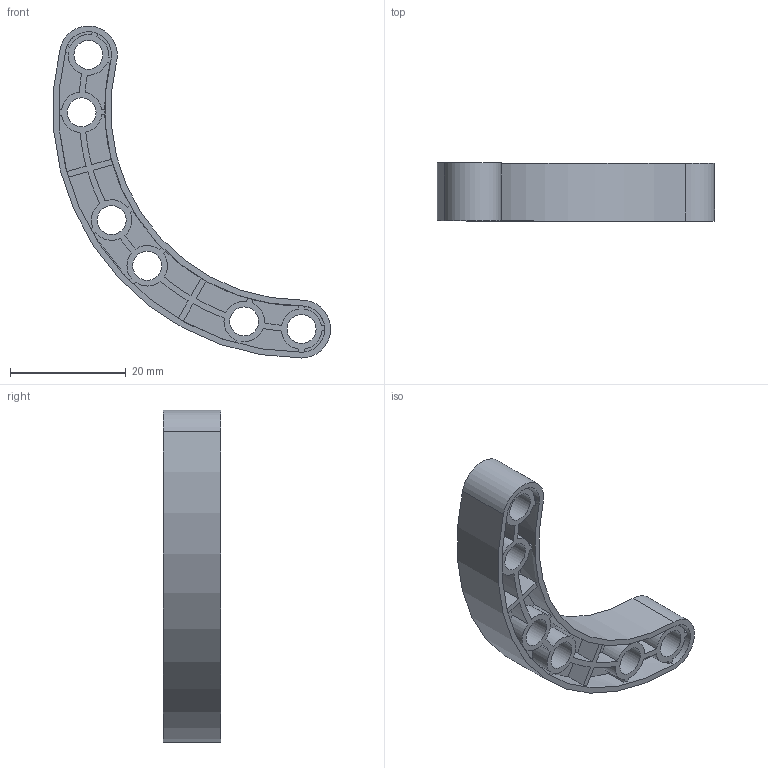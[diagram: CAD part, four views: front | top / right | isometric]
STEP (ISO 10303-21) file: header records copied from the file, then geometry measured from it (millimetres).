
FILE_DESCRIPTION(/* description */ ('','CAx-IF Rec.Pracs.---Representation and Presentation of Product Manufacturing Information (PMI)---4.0---2014-10-13'),/* implementation_level */ '2;1');
FILE_NAME(/* name */ 'CB6H.stp',/* time_stamp */ '2019-02-11T23:45:08+01:00',/* author */ ('Varga Daniel'),/* organization */ (''),/* preprocessor_version */ 'ST-DEVELOPER v17.2',/* originating_system */ 'Autodesk Inventor 2019',/* authorisation */ '');
FILE_SCHEMA (('AP242_MANAGED_MODEL_BASED_3D_ENGINEERING_MIM_LF { 1 0 10303 442 1 1 4 }'));
Length unit declared in the file: millimetre
Products named in the file (1): Curved_beam_6h
Bounding box: 47.86 x 10 x 57.35 mm (x, y, z)
Volume: 3398.4 mm3; surface area: 6726.9 mm2
Topology: 1 solids, 1 shells, 206 faces, 706 edges, 588 vertices
Faces by surface type: plane 104, cylinder 102
Full cylindrical faces by diameter (mm): 5 x6
Entity records: 7749 total; most frequent: CARTESIAN_POINT 1448, DIRECTION 1414, ORIENTED_EDGE 1212, EDGE_CURVE 606, AXIS2_PLACEMENT_3D 542, VERTEX_POINT 404, LINE 330, VECTOR 330
